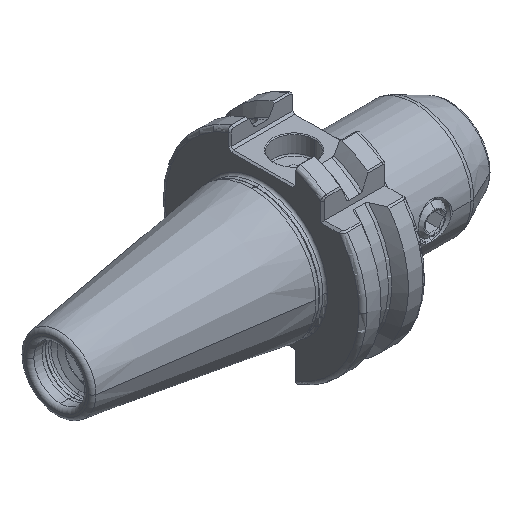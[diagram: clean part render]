
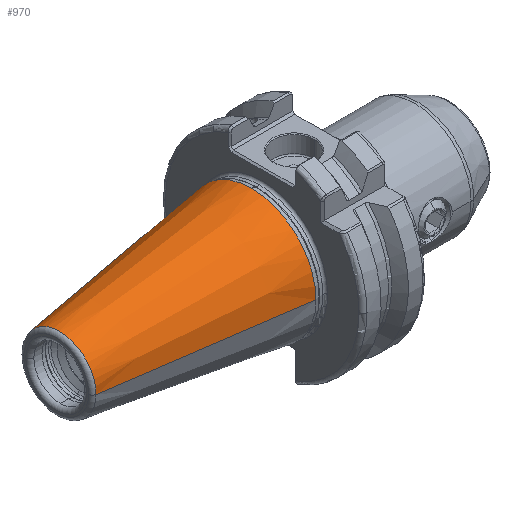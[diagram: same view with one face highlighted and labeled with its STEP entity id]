
A CAD part, isometric view. The second image highlights one B-rep face of the part: STEP entity #970.
In plain terms, the highlighted conical face has half-angle 8.297 degrees and reference radius 16.342 mm.
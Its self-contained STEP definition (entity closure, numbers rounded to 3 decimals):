
#970 = ADVANCED_FACE ( 'NONE', ( #12265 ), #12324, .T. ) ;
#5572 = ORIENTED_EDGE ( 'NONE', *, *, #6778, .T. ) ;
#5735 = VERTEX_POINT ( 'NONE', #15962 ) ;
#5736 = VERTEX_POINT ( 'NONE', #15999 ) ;
#5766 = VERTEX_POINT ( 'NONE', #16025 ) ;
#5779 = VERTEX_POINT ( 'NONE', #15987 ) ;
#5786 = VERTEX_POINT ( 'NONE', #16006 ) ;
#6719 = EDGE_CURVE ( 'NONE', #5779, #5736, #12959, .T. ) ;
#6764 = EDGE_CURVE ( 'NONE', #5766, #5779, #13168, .T. ) ;
#6766 = EDGE_CURVE ( 'NONE', #5735, #5736, #13109, .T. ) ;
#6771 = EDGE_CURVE ( 'NONE', #5735, #5786, #13170, .T. ) ;
#6778 = EDGE_CURVE ( 'NONE', #5786, #5766, #13163, .T. ) ;
#7489 = ORIENTED_EDGE ( 'NONE', *, *, #6764, .T. ) ;
#7554 = ORIENTED_EDGE ( 'NONE', *, *, #6719, .T. ) ;
#7571 = ORIENTED_EDGE ( 'NONE', *, *, #6766, .F. ) ;
#11772 = AXIS2_PLACEMENT_3D ( 'NONE', #13438, #13397, #13439 ) ;
#11837 = AXIS2_PLACEMENT_3D ( 'NONE', #17378, #17379, #17356 ) ;
#11851 = AXIS2_PLACEMENT_3D ( 'NONE', #17568, #17571, #17553 ) ;
#11860 = AXIS2_PLACEMENT_3D ( 'NONE', #17578, #17580, #17563 ) ;
#12265 = FACE_OUTER_BOUND ( 'NONE', #18679, .T. ) ;
#12324 = CONICAL_SURFACE ( 'NONE', #11772, 16.342, 0.145 ) ;
#12959 = CIRCLE ( 'NONE', #11837, 15.962 ) ;
#13091 = VECTOR ( 'NONE', #17535, 1000. ) ;
#13097 = VECTOR ( 'NONE', #17569, 1000. ) ;
#13109 = LINE ( 'NONE', #17521, #13091 ) ;
#13163 = LINE ( 'NONE', #17549, #13097 ) ;
#13168 = CIRCLE ( 'NONE', #11860, 15.962 ) ;
#13170 = CIRCLE ( 'NONE', #11851, 9.029 ) ;
#13397 = DIRECTION ( 'NONE',  ( 1., 0., 0. ) ) ;
#13438 = CARTESIAN_POINT ( 'NONE',  ( 0., 0., 0. ) ) ;
#13439 = DIRECTION ( 'NONE',  ( 0., 1., 0. ) ) ;
#15962 = CARTESIAN_POINT ( 'NONE',  ( -50.144, 9.029, 0. ) ) ;
#15987 = CARTESIAN_POINT ( 'NONE',  ( -2.6, 0., 15.962 ) ) ;
#15999 = CARTESIAN_POINT ( 'NONE',  ( -2.6, 15.962, 0. ) ) ;
#16006 = CARTESIAN_POINT ( 'NONE',  ( -50.144, -9.029, 0. ) ) ;
#16025 = CARTESIAN_POINT ( 'NONE',  ( -2.6, -15.962, 0. ) ) ;
#17356 = DIRECTION ( 'NONE',  ( 0., 0., 1. ) ) ;
#17378 = CARTESIAN_POINT ( 'NONE',  ( -2.6, 0., 0. ) ) ;
#17379 = DIRECTION ( 'NONE',  ( -1., 0., 0. ) ) ;
#17521 = CARTESIAN_POINT ( 'NONE',  ( 0., 16.342, 0. ) ) ;
#17535 = DIRECTION ( 'NONE',  ( 0.99, 0.144, 0. ) ) ;
#17549 = CARTESIAN_POINT ( 'NONE',  ( 0., -16.342, 0. ) ) ;
#17553 = DIRECTION ( 'NONE',  ( 0., -1., 0. ) ) ;
#17563 = DIRECTION ( 'NONE',  ( 0., 0., 1. ) ) ;
#17568 = CARTESIAN_POINT ( 'NONE',  ( -50.144, 0., 0. ) ) ;
#17569 = DIRECTION ( 'NONE',  ( 0.99, -0.144, 0. ) ) ;
#17571 = DIRECTION ( 'NONE',  ( 1., 0., 0. ) ) ;
#17578 = CARTESIAN_POINT ( 'NONE',  ( -2.6, 0., 0. ) ) ;
#17580 = DIRECTION ( 'NONE',  ( -1., 0., 0. ) ) ;
#18679 = EDGE_LOOP ( 'NONE', ( #19197, #5572, #7489, #7554, #7571 ) ) ;
#19197 = ORIENTED_EDGE ( 'NONE', *, *, #6771, .T. ) ;
